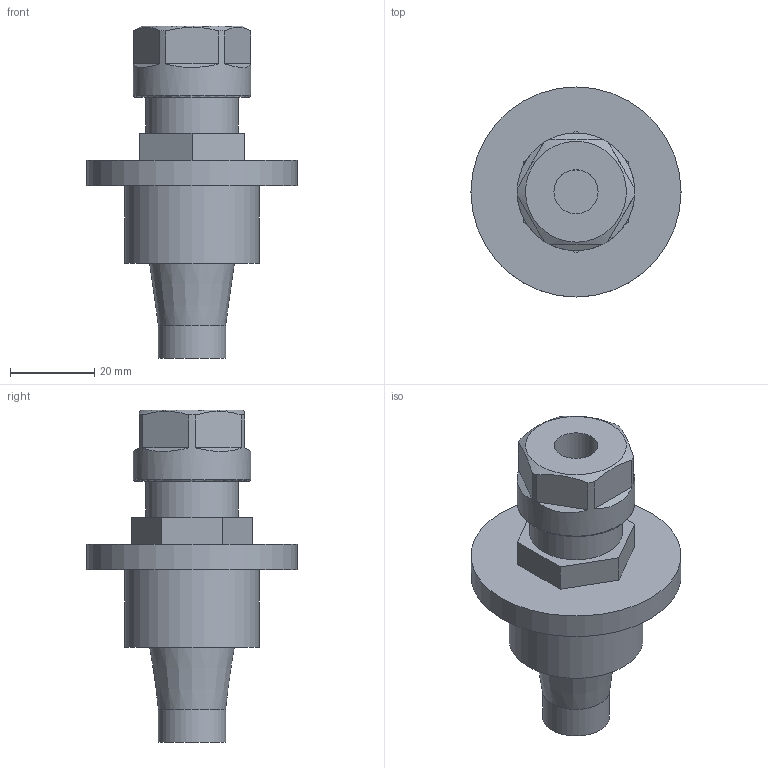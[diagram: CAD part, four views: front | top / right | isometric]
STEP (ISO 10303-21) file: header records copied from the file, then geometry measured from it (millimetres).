
FILE_DESCRIPTION(/* description */ (''),/* implementation_level */ '2;1');
FILE_NAME(/* name */ '836282_stp.stp',/* time_stamp */ '2017-05-17T11:08:56+02:00',/* author */ (''),/* organization */ (''),/* preprocessor_version */ 'ST-DEVELOPER v15',/* originating_system */ 'SIEMENS PLM Software NX 9.0',/* authorisation */ '');
FILE_SCHEMA (('AUTOMOTIVE_DESIGN { 1 0 10303 214 3 1 1 1 }'));
Length unit declared in the file: millimetre
Products named in the file (1): reic12749A0F302u
Bounding box: 50 x 50 x 79 mm (x, y, z)
Volume: 45666.2 mm3; surface area: 11916.5 mm2
Topology: 1 solids, 1 shells, 35 faces, 80 edges, 53 vertices
Faces by surface type: plane 26, cylinder 6, cone 2, torus 1
Full cylindrical faces by diameter (mm): 10.5 x1, 16 x1, 22 x1, 28 x1, 32 x1, 50 x1
Entity records: 1006 total; most frequent: CARTESIAN_POINT 184, DIRECTION 160, ORIENTED_EDGE 136, EDGE_CURVE 68, AXIS2_PLACEMENT_3D 62, EDGE_LOOP 50, VERTEX_POINT 50, LINE 36
